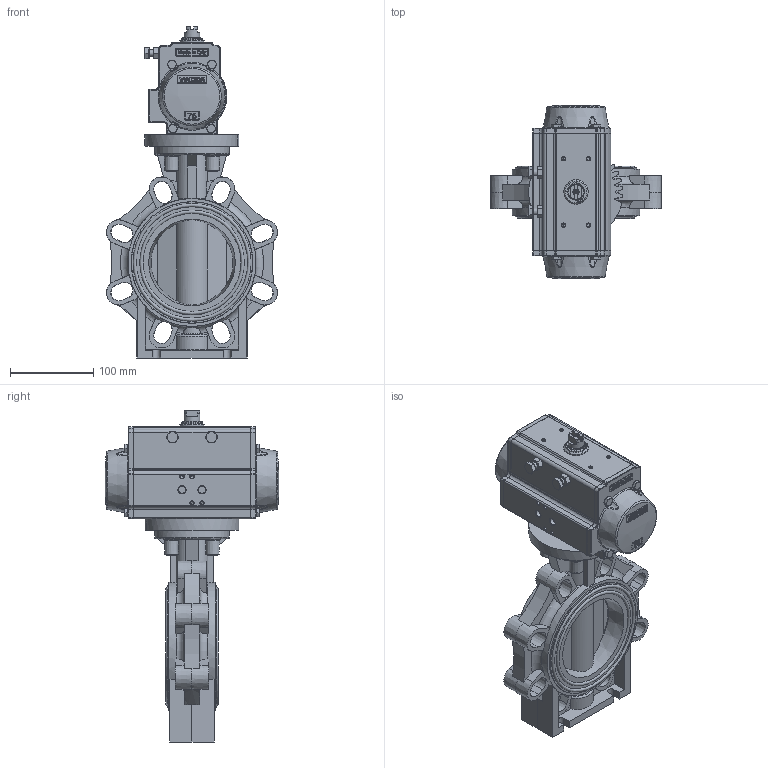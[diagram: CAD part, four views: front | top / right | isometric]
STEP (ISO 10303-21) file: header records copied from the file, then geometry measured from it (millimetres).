
FILE_DESCRIPTION((''),'2;1');
FILE_NAME('PV15011F - 110 - DA075.stp','2021-08-19T10:43:26',('RL'),(''),'Autodesk Inventor 2012','Autodesk Inventor 2012','');
FILE_SCHEMA(('AUTOMOTIVE_DESIGN { 1 0 10303 214 1 1 1 1 }'));
Length unit declared in the file: millimetre
Products named in the file (1): PV15011F_110_82DASR075
Bounding box: 205.94 x 208.95 x 399.6 mm (x, y, z)
Volume: 3050125.8 mm3; surface area: 310070 mm2
Topology: 5 solids, 11 shells, 1796 faces, 4658 edges, 2954 vertices
Faces by surface type: plane 846, bspline 384, cone 248, cylinder 215, torus 101, sphere 2
Full cylindrical faces by diameter (mm): 2 x2, 4.2 x8, 5 x5, 6.8 x4, 8 x2, 8.5 x2, 9 x4, 10 x8, 13 x2, 19 x1, 26 x1, 29.3 x1, 35.9 x1, 36 x1, 90 x1, 138 x2, 146 x2
Entity records: 80029 total; most frequent: CARTESIAN_POINT 37420, ORIENTED_EDGE 8952, DIRECTION 7741, EDGE_CURVE 4476, VERTEX_POINT 2906, AXIS2_PLACEMENT_3D 2888, EDGE_LOOP 2038, VECTOR 1965
